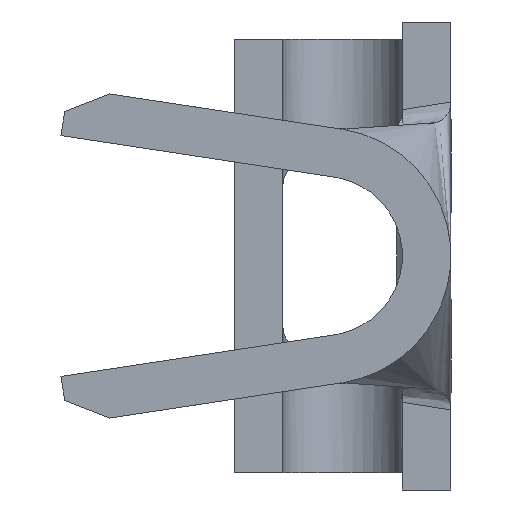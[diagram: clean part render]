
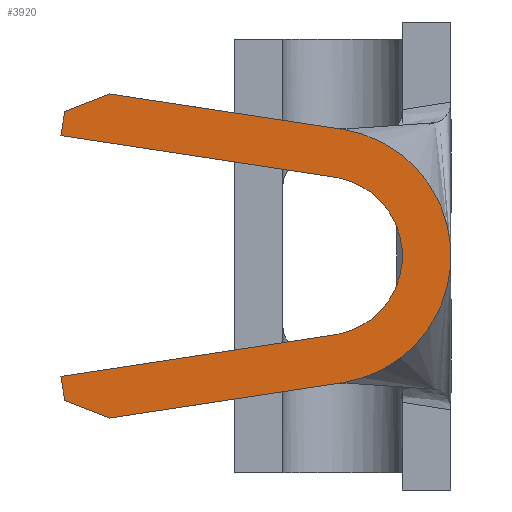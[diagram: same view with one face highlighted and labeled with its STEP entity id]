
A CAD part, left-side view. The second image highlights one B-rep face of the part: STEP entity #3920.
In plain terms, the highlighted planar face has unit normal (-1, 0, 0).
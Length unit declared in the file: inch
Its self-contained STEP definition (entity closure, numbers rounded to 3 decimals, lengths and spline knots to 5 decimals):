
#11 = CIRCLE ( 'NONE', #2681, 0.074 ) ;
#12 = ORIENTED_EDGE ( 'NONE', *, *, #3461, .F. ) ;
#31 = CARTESIAN_POINT ( 'NONE',  ( -0.8025, 0.00459, -0.17048 ) ) ;
#51 = VERTEX_POINT ( 'NONE', #700 ) ;
#93 = ORIENTED_EDGE ( 'NONE', *, *, #3972, .F. ) ;
#150 = ORIENTED_EDGE ( 'NONE', *, *, #3792, .F. ) ;
#222 = LINE ( 'NONE', #939, #3356 ) ;
#252 = CARTESIAN_POINT ( 'NONE',  ( -0.8025, 0.00039, -0.05184 ) ) ;
#395 = DIRECTION ( 'NONE',  ( 0., 0.989, -0.15 ) ) ;
#405 = CARTESIAN_POINT ( 'NONE',  ( -0.8025, 0.0115, -0.125 ) ) ;
#464 = CARTESIAN_POINT ( 'NONE',  ( -0.8025, 0.1625, -0.05554 ) ) ;
#473 = CIRCLE ( 'NONE', #2484, 0.046 ) ;
#530 = ORIENTED_EDGE ( 'NONE', *, *, #1224, .F. ) ;
#636 = ORIENTED_EDGE ( 'NONE', *, *, #3343, .F. ) ;
#700 = CARTESIAN_POINT ( 'NONE',  ( -0.8025, 0.00459, -0.07952 ) ) ;
#714 = DIRECTION ( 'NONE',  ( 0., 0., -1. ) ) ;
#767 = DIRECTION ( 'NONE',  ( 0., 0.989, 0.15 ) ) ;
#819 = VERTEX_POINT ( 'NONE', #1008 ) ;
#843 = VECTOR ( 'NONE', #2680, 39.37008 ) ;
#928 = VECTOR ( 'NONE', #2978, 39.37008 ) ;
#939 = CARTESIAN_POINT ( 'NONE',  ( -0.8025, 0.1625, -0.19446 ) ) ;
#965 = VECTOR ( 'NONE', #1774, 39.37008 ) ;
#973 = CARTESIAN_POINT ( 'NONE',  ( -0.8025, 0.0115, -0.125 ) ) ;
#1008 = CARTESIAN_POINT ( 'NONE',  ( -0.8025, 0.13432, -0.2185 ) ) ;
#1103 = CARTESIAN_POINT ( 'NONE',  ( -0.8025, 0.00459, -0.07952 ) ) ;
#1108 = CARTESIAN_POINT ( 'NONE',  ( -0.8025, 0.1604, -0.0417 ) ) ;
#1210 = VECTOR ( 'NONE', #395, 39.37008 ) ;
#1224 = EDGE_CURVE ( 'NONE', #51, #3876, #3110, .T. ) ;
#1235 = VECTOR ( 'NONE', #2313, 39.37008 ) ;
#1300 = DIRECTION ( 'NONE',  ( 0., 0., -1. ) ) ;
#1308 = CARTESIAN_POINT ( 'NONE',  ( -0.8025, 0.1604, -0.0417 ) ) ;
#1327 = CARTESIAN_POINT ( 'NONE',  ( -0.8025, 0.00039, -0.19816 ) ) ;
#1408 = CARTESIAN_POINT ( 'NONE',  ( -0.8025, 0.00039, -0.19816 ) ) ;
#1523 = ORIENTED_EDGE ( 'NONE', *, *, #2695, .F. ) ;
#1584 = CARTESIAN_POINT ( 'NONE',  ( -0.8025, 0.1625, -0.05554 ) ) ;
#1589 = VERTEX_POINT ( 'NONE', #1308 ) ;
#1613 = DIRECTION ( 'NONE',  ( 0., 0., -1. ) ) ;
#1636 = LINE ( 'NONE', #2040, #843 ) ;
#1686 = VECTOR ( 'NONE', #2550, 39.37008 ) ;
#1774 = DIRECTION ( 'NONE',  ( 0., -0.989, 0.15 ) ) ;
#1790 = LINE ( 'NONE', #2872, #1686 ) ;
#1810 = VERTEX_POINT ( 'NONE', #31 ) ;
#1954 = ORIENTED_EDGE ( 'NONE', *, *, #3488, .F. ) ;
#2040 = CARTESIAN_POINT ( 'NONE',  ( -0.8025, 0.00039, -0.05184 ) ) ;
#2145 = FACE_OUTER_BOUND ( 'NONE', #3755, .T. ) ;
#2161 = VERTEX_POINT ( 'NONE', #1408 ) ;
#2205 = DIRECTION ( 'NONE',  ( 0., 0.15, 0.989 ) ) ;
#2266 = ORIENTED_EDGE ( 'NONE', *, *, #3925, .F. ) ;
#2298 = ORIENTED_EDGE ( 'NONE', *, *, #3426, .F. ) ;
#2313 = DIRECTION ( 'NONE',  ( 0., -0.15, 0.989 ) ) ;
#2364 = CARTESIAN_POINT ( 'NONE',  ( -0.8025, 0.1604, -0.2083 ) ) ;
#2381 = CARTESIAN_POINT ( 'NONE',  ( -0.8025, 0.1625, -0.19446 ) ) ;
#2406 = CARTESIAN_POINT ( 'NONE',  ( -0.8025, 0.00459, -0.17048 ) ) ;
#2425 = ORIENTED_EDGE ( 'NONE', *, *, #3867, .F. ) ;
#2484 = AXIS2_PLACEMENT_3D ( 'NONE', #405, #2588, #714 ) ;
#2550 = DIRECTION ( 'NONE',  ( 0., 0.931, 0.364 ) ) ;
#2552 = AXIS2_PLACEMENT_3D ( 'NONE', #3202, #3504, #1613 ) ;
#2588 = DIRECTION ( 'NONE',  ( -1., 0., 0. ) ) ;
#2680 = DIRECTION ( 'NONE',  ( 0., -0.989, -0.15 ) ) ;
#2681 = AXIS2_PLACEMENT_3D ( 'NONE', #973, #3167, #1300 ) ;
#2695 = EDGE_CURVE ( 'NONE', #819, #3323, #1790, .T. ) ;
#2804 = LINE ( 'NONE', #464, #1235 ) ;
#2857 = LINE ( 'NONE', #1327, #1210 ) ;
#2872 = CARTESIAN_POINT ( 'NONE',  ( -0.8025, 0.1604, -0.2083 ) ) ;
#2879 = PLANE ( 'NONE',  #2552 ) ;
#2978 = DIRECTION ( 'NONE',  ( 0., -0.931, 0.364 ) ) ;
#3045 = CARTESIAN_POINT ( 'NONE',  ( -0.8025, 0.13432, -0.0315 ) ) ;
#3110 = LINE ( 'NONE', #1103, #3928 ) ;
#3135 = VERTEX_POINT ( 'NONE', #2381 ) ;
#3167 = DIRECTION ( 'NONE',  ( 1., 0., 0. ) ) ;
#3202 = CARTESIAN_POINT ( 'NONE',  ( -0.8025, 0.0115, -0.125 ) ) ;
#3216 = VERTEX_POINT ( 'NONE', #252 ) ;
#3323 = VERTEX_POINT ( 'NONE', #2364 ) ;
#3343 = EDGE_CURVE ( 'NONE', #3135, #1810, #3382, .T. ) ;
#3356 = VECTOR ( 'NONE', #2205, 39.37008 ) ;
#3382 = LINE ( 'NONE', #2406, #965 ) ;
#3426 = EDGE_CURVE ( 'NONE', #3876, #1589, #2804, .T. ) ;
#3427 = LINE ( 'NONE', #1108, #928 ) ;
#3461 = EDGE_CURVE ( 'NONE', #1589, #3630, #3427, .T. ) ;
#3488 = EDGE_CURVE ( 'NONE', #3630, #3216, #1636, .T. ) ;
#3504 = DIRECTION ( 'NONE',  ( 1., 0., 0. ) ) ;
#3630 = VERTEX_POINT ( 'NONE', #3045 ) ;
#3755 = EDGE_LOOP ( 'NONE', ( #2425, #1954, #12, #2298, #530, #93, #636, #150, #1523, #2266 ) ) ;
#3792 = EDGE_CURVE ( 'NONE', #3323, #3135, #222, .T. ) ;
#3867 = EDGE_CURVE ( 'NONE', #3216, #2161, #11, .T. ) ;
#3876 = VERTEX_POINT ( 'NONE', #1584 ) ;
#3920 = ADVANCED_FACE ( 'NONE', ( #2145 ), #2879, .F. ) ;
#3925 = EDGE_CURVE ( 'NONE', #2161, #819, #2857, .T. ) ;
#3928 = VECTOR ( 'NONE', #767, 39.37008 ) ;
#3972 = EDGE_CURVE ( 'NONE', #1810, #51, #473, .T. ) ;
